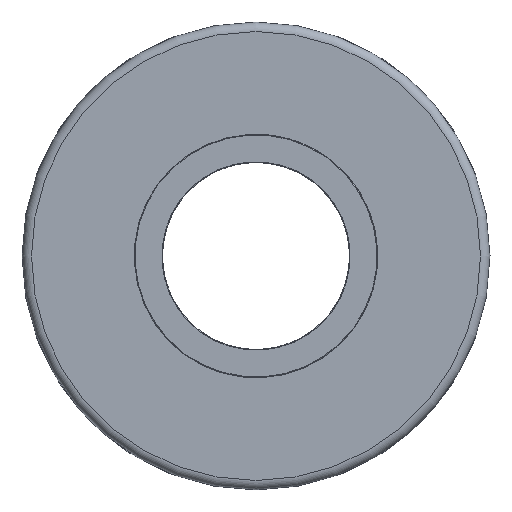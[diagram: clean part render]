
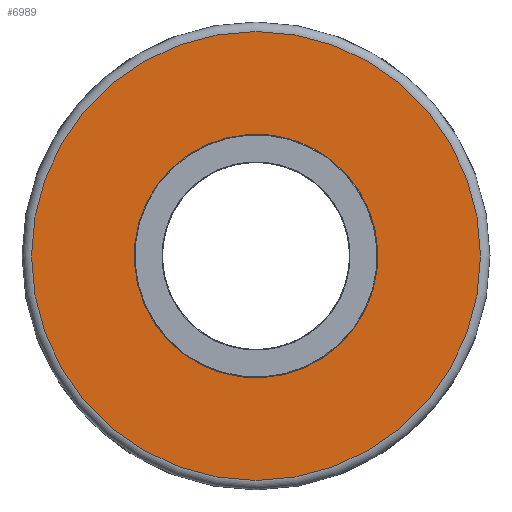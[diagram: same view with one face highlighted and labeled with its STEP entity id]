
A CAD part, left-side view. The second image highlights one B-rep face of the part: STEP entity #6989.
In plain terms, the highlighted planar face has unit normal (-1, 0, 0).
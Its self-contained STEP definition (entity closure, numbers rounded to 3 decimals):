
#44=PLANE('',#7997);
#399=FACE_BOUND('',#1001,.T.);
#695=FACE_OUTER_BOUND('',#1000,.T.);
#1000=EDGE_LOOP('',(#6189,#6190));
#1001=EDGE_LOOP('',(#6191,#6192));
#1667=CIRCLE('',#7890,39.);
#1668=CIRCLE('',#7891,39.);
#1737=CIRCLE('',#7991,71.944);
#1738=CIRCLE('',#7992,71.944);
#2821=VERTEX_POINT('',#13929);
#2822=VERTEX_POINT('',#13931);
#2863=VERTEX_POINT('',#14201);
#2864=VERTEX_POINT('',#14203);
#3852=EDGE_CURVE('',#2821,#2822,#1667,.T.);
#3853=EDGE_CURVE('',#2822,#2821,#1668,.T.);
#3983=EDGE_CURVE('',#2863,#2864,#1737,.T.);
#3984=EDGE_CURVE('',#2864,#2863,#1738,.T.);
#6189=ORIENTED_EDGE('',*,*,#3984,.F.);
#6190=ORIENTED_EDGE('',*,*,#3983,.F.);
#6191=ORIENTED_EDGE('',*,*,#3853,.F.);
#6192=ORIENTED_EDGE('',*,*,#3852,.F.);
#6989=ADVANCED_FACE('',(#695,#399),#44,.T.);
#7890=AXIS2_PLACEMENT_3D('',#13932,#9916,#9917);
#7891=AXIS2_PLACEMENT_3D('',#13933,#9918,#9919);
#7991=AXIS2_PLACEMENT_3D('',#14204,#10175,#10176);
#7992=AXIS2_PLACEMENT_3D('',#14205,#10177,#10178);
#7997=AXIS2_PLACEMENT_3D('',#14239,#10187,#10188);
#9916=DIRECTION('center_axis',(-1.,0.,0.));
#9917=DIRECTION('ref_axis',(0.,0.,-1.));
#9918=DIRECTION('center_axis',(-1.,0.,0.));
#9919=DIRECTION('ref_axis',(0.,0.,-1.));
#10175=DIRECTION('center_axis',(1.,0.,0.));
#10176=DIRECTION('ref_axis',(0.,-1.,0.));
#10177=DIRECTION('center_axis',(1.,0.,0.));
#10178=DIRECTION('ref_axis',(0.,-1.,0.));
#10187=DIRECTION('center_axis',(-1.,0.,0.));
#10188=DIRECTION('ref_axis',(0.,0.,1.));
#13929=CARTESIAN_POINT('',(-36.5,2.762,38.902));
#13931=CARTESIAN_POINT('',(-36.5,0.,39.));
#13932=CARTESIAN_POINT('Origin',(-36.5,0.,0.));
#13933=CARTESIAN_POINT('Origin',(-36.5,0.,0.));
#14201=CARTESIAN_POINT('',(-36.5,0.,71.944));
#14203=CARTESIAN_POINT('',(-36.5,71.944,0.));
#14204=CARTESIAN_POINT('Origin',(-36.5,0.,0.));
#14205=CARTESIAN_POINT('Origin',(-36.5,0.,0.));
#14239=CARTESIAN_POINT('Origin',(-36.5,74.933,0.));
